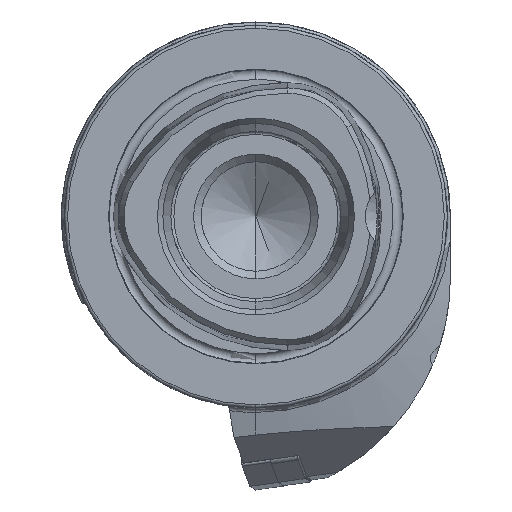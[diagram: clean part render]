
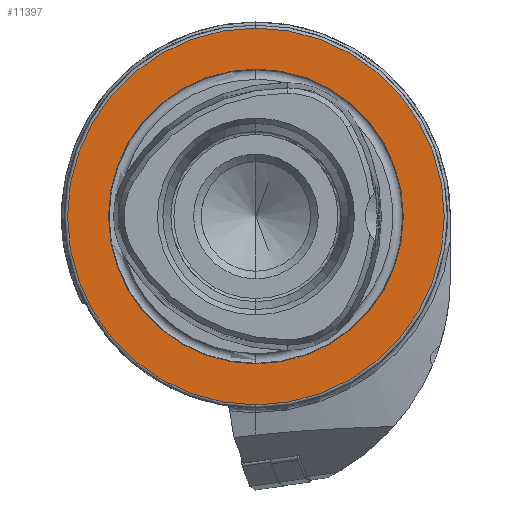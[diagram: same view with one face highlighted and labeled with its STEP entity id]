
A CAD part, left-side view. The second image highlights one B-rep face of the part: STEP entity #11397.
In plain terms, the highlighted planar face has unit normal (-1, 0, 0).
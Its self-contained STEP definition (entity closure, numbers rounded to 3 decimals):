
#43 = ORIENTED_EDGE ( 'NONE', *, *, #11149, .T. ) ;
#505 = DIRECTION ( 'NONE',  ( 0., 0., 1. ) ) ;
#731 = EDGE_LOOP ( 'NONE', ( #11207, #5081 ) ) ;
#1254 = AXIS2_PLACEMENT_3D ( 'NONE', #10765, #10717, #2424 ) ;
#1533 = CIRCLE ( 'NONE', #9672, 24.25 ) ;
#1571 = AXIS2_PLACEMENT_3D ( 'NONE', #5333, #12540, #3000 ) ;
#1901 = PLANE ( 'NONE',  #1571 ) ;
#1902 = DIRECTION ( 'NONE',  ( -1., 0., 0. ) ) ;
#1969 = CARTESIAN_POINT ( 'NONE',  ( 0., 0., 31. ) ) ;
#2390 = EDGE_CURVE ( 'NONE', #14466, #14597, #4223, .T. ) ;
#2424 = DIRECTION ( 'NONE',  ( 0., 0., 1. ) ) ;
#3000 = DIRECTION ( 'NONE',  ( 0., 0., -1. ) ) ;
#3019 = VERTEX_POINT ( 'NONE', #9936 ) ;
#3732 = EDGE_LOOP ( 'NONE', ( #43, #10077 ) ) ;
#4099 = AXIS2_PLACEMENT_3D ( 'NONE', #5407, #10168, #505 ) ;
#4223 = CIRCLE ( 'NONE', #1254, 31. ) ;
#4474 = EDGE_CURVE ( 'NONE', #10904, #3019, #1533, .T. ) ;
#4681 = FACE_OUTER_BOUND ( 'NONE', #3732, .T. ) ;
#5081 = ORIENTED_EDGE ( 'NONE', *, *, #4474, .F. ) ;
#5333 = CARTESIAN_POINT ( 'NONE',  ( 0., 24.25, 0. ) ) ;
#5407 = CARTESIAN_POINT ( 'NONE',  ( 0., 0., 0. ) ) ;
#6146 = AXIS2_PLACEMENT_3D ( 'NONE', #8476, #11963, #8368 ) ;
#8368 = DIRECTION ( 'NONE',  ( 0., 0., 1. ) ) ;
#8476 = CARTESIAN_POINT ( 'NONE',  ( 0., 0., 0. ) ) ;
#9672 = AXIS2_PLACEMENT_3D ( 'NONE', #11445, #1902, #13845 ) ;
#9936 = CARTESIAN_POINT ( 'NONE',  ( 0., 0., 24.25 ) ) ;
#9985 = CARTESIAN_POINT ( 'NONE',  ( 0., 0., -31. ) ) ;
#10077 = ORIENTED_EDGE ( 'NONE', *, *, #2390, .T. ) ;
#10168 = DIRECTION ( 'NONE',  ( -1., 0., 0. ) ) ;
#10717 = DIRECTION ( 'NONE',  ( -1., 0., 0. ) ) ;
#10765 = CARTESIAN_POINT ( 'NONE',  ( 0., 0., 0. ) ) ;
#10904 = VERTEX_POINT ( 'NONE', #11514 ) ;
#11149 = EDGE_CURVE ( 'NONE', #14597, #14466, #14951, .T. ) ;
#11196 = CIRCLE ( 'NONE', #4099, 24.25 ) ;
#11207 = ORIENTED_EDGE ( 'NONE', *, *, #12339, .F. ) ;
#11397 = ADVANCED_FACE ( 'NONE', ( #13815, #4681 ), #1901, .F. ) ;
#11445 = CARTESIAN_POINT ( 'NONE',  ( 0., 0., 0. ) ) ;
#11514 = CARTESIAN_POINT ( 'NONE',  ( 0., 0., -24.25 ) ) ;
#11963 = DIRECTION ( 'NONE',  ( -1., 0., 0. ) ) ;
#12339 = EDGE_CURVE ( 'NONE', #3019, #10904, #11196, .T. ) ;
#12540 = DIRECTION ( 'NONE',  ( 1., 0., 0. ) ) ;
#13815 = FACE_BOUND ( 'NONE', #731, .T. ) ;
#13845 = DIRECTION ( 'NONE',  ( 0., 0., 1. ) ) ;
#14466 = VERTEX_POINT ( 'NONE', #9985 ) ;
#14597 = VERTEX_POINT ( 'NONE', #1969 ) ;
#14951 = CIRCLE ( 'NONE', #6146, 31. ) ;
